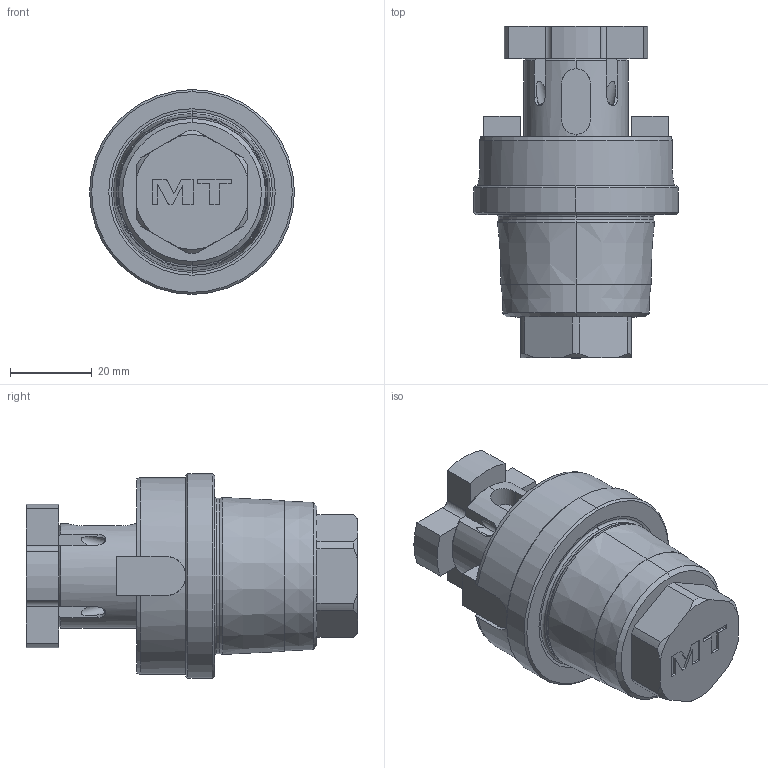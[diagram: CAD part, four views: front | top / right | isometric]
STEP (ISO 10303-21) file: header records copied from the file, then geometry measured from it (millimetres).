
FILE_DESCRIPTION((''),'2;1');
FILE_NAME('MTSK50C05_CONF','2025-01-28T08:33:41',('fpalella'),('M.T. srl'),'CREO PARAMETRIC BY PTC INC, 2023352','CREO PARAMETRIC BY PTC INC, 2023352','');
FILE_SCHEMA(('CONFIG_CONTROL_DESIGN'));
Length unit declared in the file: millimetre
Products named in the file (1): MTSK50C05_CONF
Bounding box: 50 x 81 x 50 mm (x, y, z)
Volume: 81554 mm3; surface area: 15940.3 mm2
Topology: 1 solids, 1 shells, 175 faces, 473 edges, 303 vertices
Faces by surface type: plane 84, cylinder 47, cone 38, torus 4, extrusion 2
Entity records: 6509 total; most frequent: CARTESIAN_POINT 2147, ORIENTED_EDGE 942, DIRECTION 843, EDGE_CURVE 471, VERTEX_POINT 303, AXIS2_PLACEMENT_3D 289, VECTOR 265, LINE 263
